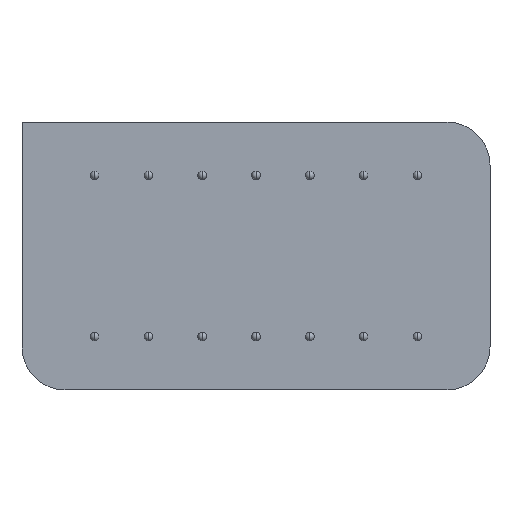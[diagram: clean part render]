
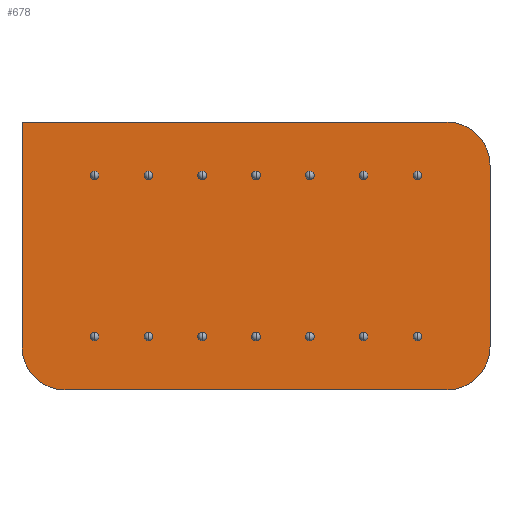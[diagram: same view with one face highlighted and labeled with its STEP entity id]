
A CAD part, front view. The second image highlights one B-rep face of the part: STEP entity #678.
In plain terms, the highlighted planar face has unit normal (0, -1, 0).
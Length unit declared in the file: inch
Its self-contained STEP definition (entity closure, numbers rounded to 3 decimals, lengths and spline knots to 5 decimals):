
#19 = CARTESIAN_POINT ( 'NONE',  ( -0.355, 0., -0.169 ) ) ;
#24 = LINE ( 'NONE', #3027, #1070 ) ;
#27 = EDGE_LOOP ( 'NONE', ( #425, #1803, #2547, #669, #548, #1478, #490 ) ) ;
#35 = EDGE_CURVE ( 'NONE', #757, #530, #24, .T. ) ;
#39 = PLANE ( 'NONE',  #976 ) ;
#70 = CARTESIAN_POINT ( 'NONE',  ( -0.435, 0., 0.249 ) ) ;
#241 = DIRECTION ( 'NONE',  ( 0., 0., -1. ) ) ;
#339 = CARTESIAN_POINT ( 'NONE',  ( -0.435, 0., -0.249 ) ) ;
#389 = DIRECTION ( 'NONE',  ( 0., 0., -1. ) ) ;
#410 = VERTEX_POINT ( 'NONE', #778 ) ;
#425 = ORIENTED_EDGE ( 'NONE', *, *, #867, .F. ) ;
#455 = CARTESIAN_POINT ( 'NONE',  ( 0., 0., 0. ) ) ;
#490 = ORIENTED_EDGE ( 'NONE', *, *, #682, .T. ) ;
#525 = FACE_OUTER_BOUND ( 'NONE', #27, .T. ) ;
#530 = VERTEX_POINT ( 'NONE', #817 ) ;
#548 = ORIENTED_EDGE ( 'NONE', *, *, #1727, .F. ) ;
#556 = VERTEX_POINT ( 'NONE', #2074 ) ;
#571 = CARTESIAN_POINT ( 'NONE',  ( 0.355, 0., 0.169 ) ) ;
#573 = CARTESIAN_POINT ( 'NONE',  ( -0.355, 0., -0.249 ) ) ;
#585 = CARTESIAN_POINT ( 'NONE',  ( 0.435, 0., 0.249 ) ) ;
#669 = ORIENTED_EDGE ( 'NONE', *, *, #1922, .T. ) ;
#678 = ADVANCED_FACE ( 'NONE', ( #525 ), #39, .T. ) ;
#682 = EDGE_CURVE ( 'NONE', #757, #895, #2158, .T. ) ;
#757 = VERTEX_POINT ( 'NONE', #2615 ) ;
#764 = VECTOR ( 'NONE', #1328, 39.37008 ) ;
#778 = CARTESIAN_POINT ( 'NONE',  ( 0.355, 0., -0.249 ) ) ;
#813 = DIRECTION ( 'NONE',  ( 0., 0., -1. ) ) ;
#817 = CARTESIAN_POINT ( 'NONE',  ( -0.435, 0., 0.249 ) ) ;
#867 = EDGE_CURVE ( 'NONE', #410, #895, #1580, .T. ) ;
#895 = VERTEX_POINT ( 'NONE', #573 ) ;
#976 = AXIS2_PLACEMENT_3D ( 'NONE', #455, #1896, #241 ) ;
#1018 = CIRCLE ( 'NONE', #1474, 0.08 ) ;
#1039 = CARTESIAN_POINT ( 'NONE',  ( 0.355, 0., 0.249 ) ) ;
#1070 = VECTOR ( 'NONE', #2602, 39.37008 ) ;
#1127 = AXIS2_PLACEMENT_3D ( 'NONE', #19, #2354, #1425 ) ;
#1328 = DIRECTION ( 'NONE',  ( 0., 0., -1. ) ) ;
#1425 = DIRECTION ( 'NONE',  ( 0., 0., -1. ) ) ;
#1474 = AXIS2_PLACEMENT_3D ( 'NONE', #1812, #1793, #389 ) ;
#1478 = ORIENTED_EDGE ( 'NONE', *, *, #35, .F. ) ;
#1580 = LINE ( 'NONE', #339, #2154 ) ;
#1727 = EDGE_CURVE ( 'NONE', #530, #2863, #2636, .T. ) ;
#1745 = DIRECTION ( 'NONE',  ( -1., 0., 0. ) ) ;
#1773 = CARTESIAN_POINT ( 'NONE',  ( 0.435, 0., 0.169 ) ) ;
#1793 = DIRECTION ( 'NONE',  ( 0., -1., 0. ) ) ;
#1803 = ORIENTED_EDGE ( 'NONE', *, *, #2020, .T. ) ;
#1812 = CARTESIAN_POINT ( 'NONE',  ( 0.355, 0., -0.169 ) ) ;
#1856 = VERTEX_POINT ( 'NONE', #1773 ) ;
#1896 = DIRECTION ( 'NONE',  ( 0., -1., 0. ) ) ;
#1922 = EDGE_CURVE ( 'NONE', #1856, #2863, #2967, .T. ) ;
#1945 = VECTOR ( 'NONE', #2208, 39.37008 ) ;
#2020 = EDGE_CURVE ( 'NONE', #410, #556, #1018, .T. ) ;
#2074 = CARTESIAN_POINT ( 'NONE',  ( 0.435, 0., -0.169 ) ) ;
#2137 = LINE ( 'NONE', #585, #764 ) ;
#2154 = VECTOR ( 'NONE', #1745, 39.37008 ) ;
#2158 = CIRCLE ( 'NONE', #1127, 0.08 ) ;
#2208 = DIRECTION ( 'NONE',  ( 1., 0., 0. ) ) ;
#2235 = DIRECTION ( 'NONE',  ( 0., -1., 0. ) ) ;
#2311 = AXIS2_PLACEMENT_3D ( 'NONE', #571, #2235, #813 ) ;
#2354 = DIRECTION ( 'NONE',  ( 0., -1., 0. ) ) ;
#2547 = ORIENTED_EDGE ( 'NONE', *, *, #2608, .F. ) ;
#2602 = DIRECTION ( 'NONE',  ( 0., 0., 1. ) ) ;
#2608 = EDGE_CURVE ( 'NONE', #1856, #556, #2137, .T. ) ;
#2615 = CARTESIAN_POINT ( 'NONE',  ( -0.435, 0., -0.169 ) ) ;
#2636 = LINE ( 'NONE', #70, #1945 ) ;
#2863 = VERTEX_POINT ( 'NONE', #1039 ) ;
#2967 = CIRCLE ( 'NONE', #2311, 0.08 ) ;
#3027 = CARTESIAN_POINT ( 'NONE',  ( -0.435, 0., 0.249 ) ) ;
